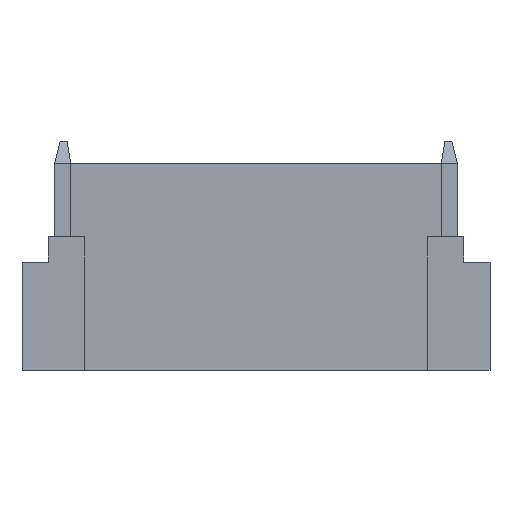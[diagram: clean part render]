
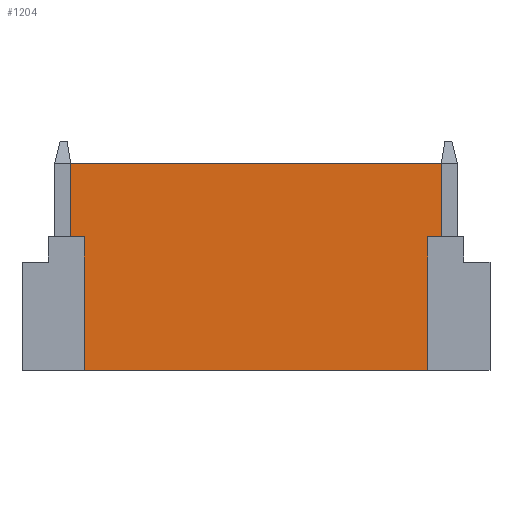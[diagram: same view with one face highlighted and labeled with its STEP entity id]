
A CAD part, front view. The second image highlights one B-rep face of the part: STEP entity #1204.
In plain terms, the highlighted planar face has unit normal (0, -1, 0).
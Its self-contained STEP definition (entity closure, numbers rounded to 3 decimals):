
#274 = VERTEX_POINT('',#275);
#275 = CARTESIAN_POINT('',(8.7,-2.15,0.1));
#281 = EDGE_CURVE('',#274,#282,#284,.T.);
#282 = VERTEX_POINT('',#283);
#283 = CARTESIAN_POINT('',(-8.4,-2.15,0.1));
#284 = LINE('',#285,#286);
#285 = CARTESIAN_POINT('',(8.7,-2.15,0.1));
#286 = VECTOR('',#287,1.);
#287 = DIRECTION('',(-1.,0.,0.));
#685 = VERTEX_POINT('',#686);
#686 = CARTESIAN_POINT('',(8.7,-2.15,6.75));
#692 = EDGE_CURVE('',#693,#685,#695,.T.);
#693 = VERTEX_POINT('',#694);
#694 = CARTESIAN_POINT('',(9.375,-2.15,6.75));
#695 = LINE('',#696,#697);
#696 = CARTESIAN_POINT('',(9.375,-2.15,6.75));
#697 = VECTOR('',#698,1.);
#698 = DIRECTION('',(-1.,0.,0.));
#845 = VERTEX_POINT('',#846);
#846 = CARTESIAN_POINT('',(9.375,-2.15,10.4));
#852 = EDGE_CURVE('',#693,#845,#853,.T.);
#853 = LINE('',#854,#855);
#854 = CARTESIAN_POINT('',(9.375,-2.15,6.75));
#855 = VECTOR('',#856,1.);
#856 = DIRECTION('',(0.,0.,1.));
#947 = VERTEX_POINT('',#948);
#948 = CARTESIAN_POINT('',(-9.075,-2.15,6.75));
#954 = EDGE_CURVE('',#955,#947,#957,.T.);
#955 = VERTEX_POINT('',#956);
#956 = CARTESIAN_POINT('',(-8.4,-2.15,6.75));
#957 = LINE('',#958,#959);
#958 = CARTESIAN_POINT('',(9.375,-2.15,6.75));
#959 = VECTOR('',#960,1.);
#960 = DIRECTION('',(-1.,0.,0.));
#1030 = VERTEX_POINT('',#1031);
#1031 = CARTESIAN_POINT('',(-9.075,-2.15,10.4));
#1037 = EDGE_CURVE('',#947,#1030,#1038,.T.);
#1038 = LINE('',#1039,#1040);
#1039 = CARTESIAN_POINT('',(-9.075,-2.15,6.75));
#1040 = VECTOR('',#1041,1.);
#1041 = DIRECTION('',(0.,0.,1.));
#1171 = EDGE_CURVE('',#274,#685,#1172,.T.);
#1172 = LINE('',#1173,#1174);
#1173 = CARTESIAN_POINT('',(8.7,-2.15,5.5));
#1174 = VECTOR('',#1175,1.);
#1175 = DIRECTION('',(0.,0.,1.));
#1204 = ADVANCED_FACE('',(#1205),#1225,.T.);
#1205 = FACE_BOUND('',#1206,.T.);
#1206 = EDGE_LOOP('',(#1207,#1208,#1209,#1210,#1216,#1217,#1218,#1224));
#1207 = ORIENTED_EDGE('',*,*,#1171,.T.);
#1208 = ORIENTED_EDGE('',*,*,#692,.F.);
#1209 = ORIENTED_EDGE('',*,*,#852,.T.);
#1210 = ORIENTED_EDGE('',*,*,#1211,.F.);
#1211 = EDGE_CURVE('',#1030,#845,#1212,.T.);
#1212 = LINE('',#1213,#1214);
#1213 = CARTESIAN_POINT('',(9.375,-2.15,10.4));
#1214 = VECTOR('',#1215,1.);
#1215 = DIRECTION('',(1.,0.,0.));
#1216 = ORIENTED_EDGE('',*,*,#1037,.F.);
#1217 = ORIENTED_EDGE('',*,*,#954,.F.);
#1218 = ORIENTED_EDGE('',*,*,#1219,.F.);
#1219 = EDGE_CURVE('',#282,#955,#1220,.T.);
#1220 = LINE('',#1221,#1222);
#1221 = CARTESIAN_POINT('',(-8.4,-2.15,5.5));
#1222 = VECTOR('',#1223,1.);
#1223 = DIRECTION('',(0.,0.,1.));
#1224 = ORIENTED_EDGE('',*,*,#281,.F.);
#1225 = PLANE('',#1226);
#1226 = AXIS2_PLACEMENT_3D('',#1227,#1228,#1229);
#1227 = CARTESIAN_POINT('',(0.15,-2.15,5.406));
#1228 = DIRECTION('',(0.,-1.,0.));
#1229 = DIRECTION('',(1.,0.,0.));
